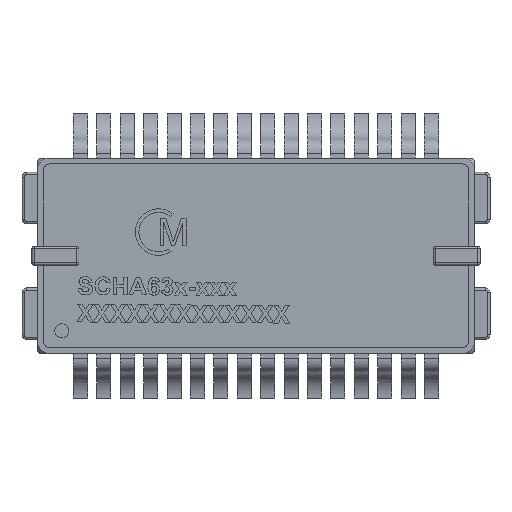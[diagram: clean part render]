
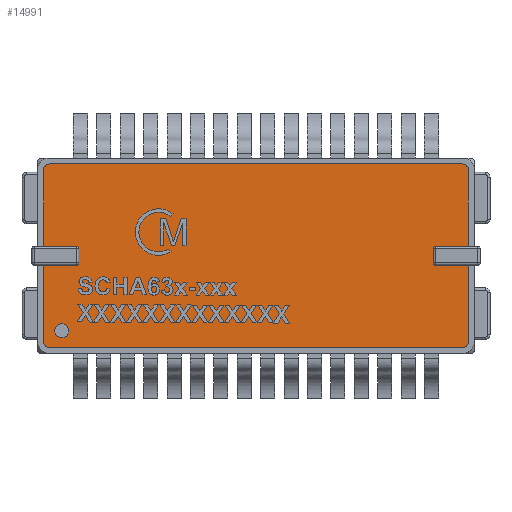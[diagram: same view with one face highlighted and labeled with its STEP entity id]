
A CAD part, top view. The second image highlights one B-rep face of the part: STEP entity #14991.
In plain terms, the highlighted planar face has unit normal (0, 0, 1).
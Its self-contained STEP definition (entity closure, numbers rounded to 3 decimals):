
#1128=PLANE('',#15975);
#1906=FACE_OUTER_BOUND('',#2781,.T.);
#2781=EDGE_LOOP('',(#12338,#12339,#12340,#12341,#12342,#12343,#12344,#12345));
#3901=LINE('',#34442,#5484);
#3905=LINE('',#34454,#5488);
#3909=LINE('',#34466,#5492);
#3913=LINE('',#34476,#5496);
#5484=VECTOR('',#17927,10.);
#5488=VECTOR('',#17939,10.);
#5492=VECTOR('',#17951,10.);
#5496=VECTOR('',#17963,10.);
#6482=CIRCLE('',#15961,0.25);
#6484=CIRCLE('',#15965,0.25);
#6486=CIRCLE('',#15969,0.25);
#6488=CIRCLE('',#15973,0.25);
#7209=VERTEX_POINT('',#34433);
#7210=VERTEX_POINT('',#34435);
#7212=VERTEX_POINT('',#34441);
#7214=VERTEX_POINT('',#34447);
#7216=VERTEX_POINT('',#34453);
#7218=VERTEX_POINT('',#34459);
#7220=VERTEX_POINT('',#34465);
#7222=VERTEX_POINT('',#34471);
#9028=EDGE_CURVE('',#7210,#7209,#6482,.T.);
#9031=EDGE_CURVE('',#7212,#7210,#3901,.T.);
#9034=EDGE_CURVE('',#7214,#7212,#6484,.T.);
#9037=EDGE_CURVE('',#7216,#7214,#3905,.T.);
#9040=EDGE_CURVE('',#7218,#7216,#6486,.T.);
#9043=EDGE_CURVE('',#7220,#7218,#3909,.T.);
#9046=EDGE_CURVE('',#7222,#7220,#6488,.T.);
#9049=EDGE_CURVE('',#7209,#7222,#3913,.T.);
#12338=ORIENTED_EDGE('',*,*,#9049,.T.);
#12339=ORIENTED_EDGE('',*,*,#9046,.T.);
#12340=ORIENTED_EDGE('',*,*,#9043,.T.);
#12341=ORIENTED_EDGE('',*,*,#9040,.T.);
#12342=ORIENTED_EDGE('',*,*,#9037,.T.);
#12343=ORIENTED_EDGE('',*,*,#9034,.T.);
#12344=ORIENTED_EDGE('',*,*,#9031,.T.);
#12345=ORIENTED_EDGE('',*,*,#9028,.T.);
#14991=ADVANCED_FACE('',(#1906),#1128,.T.);
#15961=AXIS2_PLACEMENT_3D('',#34436,#17921,#17922);
#15965=AXIS2_PLACEMENT_3D('',#34448,#17933,#17934);
#15969=AXIS2_PLACEMENT_3D('',#34460,#17945,#17946);
#15973=AXIS2_PLACEMENT_3D('',#34472,#17957,#17958);
#15975=AXIS2_PLACEMENT_3D('',#34477,#17964,#17965);
#17921=DIRECTION('center_axis',(0.,0.,1.));
#17922=DIRECTION('ref_axis',(0.,1.,0.));
#17927=DIRECTION('',(-1.,0.,0.));
#17933=DIRECTION('center_axis',(0.,0.,1.));
#17934=DIRECTION('ref_axis',(1.,0.,0.));
#17939=DIRECTION('',(0.,1.,0.));
#17945=DIRECTION('center_axis',(0.,0.,1.));
#17946=DIRECTION('ref_axis',(0.,-1.,0.));
#17951=DIRECTION('',(1.,0.,0.));
#17957=DIRECTION('center_axis',(0.,0.,1.));
#17958=DIRECTION('ref_axis',(-1.,0.,0.));
#17963=DIRECTION('',(0.,-1.,0.));
#17964=DIRECTION('center_axis',(0.,0.,1.));
#17965=DIRECTION('ref_axis',(-1.,0.,0.));
#34433=CARTESIAN_POINT('',(-9.075,3.675,4.425));
#34435=CARTESIAN_POINT('',(-8.825,3.925,4.425));
#34436=CARTESIAN_POINT('Origin',(-8.825,3.675,4.425));
#34441=CARTESIAN_POINT('',(8.825,3.925,4.425));
#34442=CARTESIAN_POINT('',(8.825,3.925,4.425));
#34447=CARTESIAN_POINT('',(9.075,3.675,4.425));
#34448=CARTESIAN_POINT('Origin',(8.825,3.675,4.425));
#34453=CARTESIAN_POINT('',(9.075,-3.675,4.425));
#34454=CARTESIAN_POINT('',(9.075,-3.675,4.425));
#34459=CARTESIAN_POINT('',(8.825,-3.925,4.425));
#34460=CARTESIAN_POINT('Origin',(8.825,-3.675,4.425));
#34465=CARTESIAN_POINT('',(-8.825,-3.925,4.425));
#34466=CARTESIAN_POINT('',(-8.825,-3.925,4.425));
#34471=CARTESIAN_POINT('',(-9.075,-3.675,4.425));
#34472=CARTESIAN_POINT('Origin',(-8.825,-3.675,4.425));
#34476=CARTESIAN_POINT('',(-9.075,3.675,4.425));
#34477=CARTESIAN_POINT('Origin',(0.,0.,
4.425));
